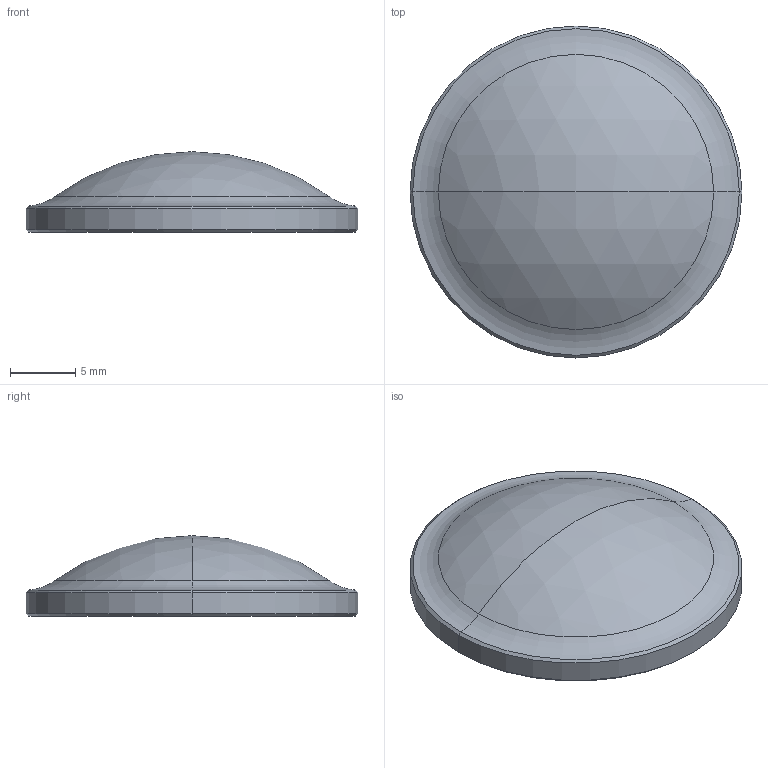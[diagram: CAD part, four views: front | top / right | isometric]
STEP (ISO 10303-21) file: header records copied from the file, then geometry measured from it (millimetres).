
FILE_DESCRIPTION (( 'STEP AP214' ), '1' );
FILE_NAME ('GL7AL2-025-012-IR2.STEP', '2024-07-21T09:58:57', ( '' ), ( '' ), 'SwSTEP 2.0', 'SolidWorks 2022', '' );
FILE_SCHEMA (( 'AUTOMOTIVE_DESIGN' ));
Length unit declared in the file: millimetre
Products named in the file (1): GL7AL2-025-012-IR2
Bounding box: 25.4 x 25.4 x 6.16 mm (x, y, z)
Volume: 1914.4 mm3; surface area: 1202.3 mm2
Topology: 1 solids, 1 shells, 11 faces, 20 edges, 11 vertices
Faces by surface type: cone 4, sphere 2, torus 2, cylinder 2, plane 1
Entity records: 306 total; most frequent: DIRECTION 58, CARTESIAN_POINT 43, ORIENTED_EDGE 40, AXIS2_PLACEMENT_3D 26, EDGE_CURVE 20, CIRCLE 14, VERTEX_POINT 11, ADVANCED_FACE 11
